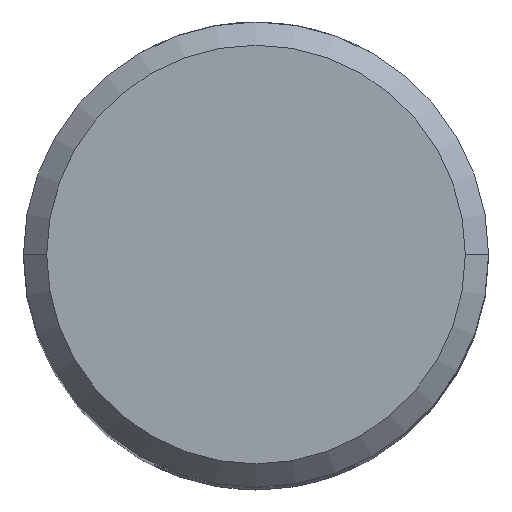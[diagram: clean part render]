
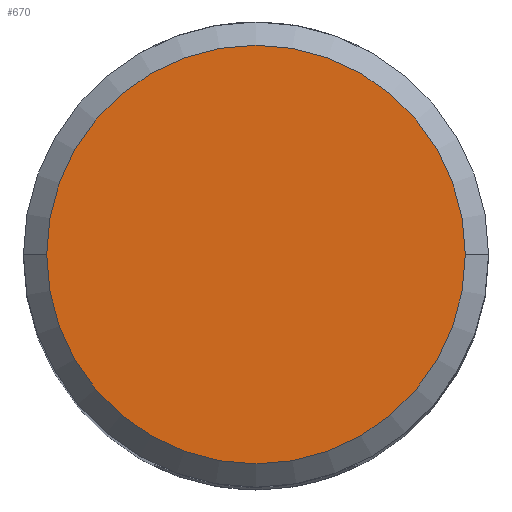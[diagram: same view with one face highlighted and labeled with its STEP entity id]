
A CAD part, top view. The second image highlights one B-rep face of the part: STEP entity #670.
In plain terms, the highlighted planar face has unit normal (0, 0, 1).
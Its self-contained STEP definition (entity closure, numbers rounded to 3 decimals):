
#157=FACE_OUTER_BOUND('',#901,.T.);
#670=ADVANCED_FACE('',(#157),#791,.T.);
#791=PLANE('',#2628);
#901=EDGE_LOOP('',(#1069,#1070));
#1069=ORIENTED_EDGE('',*,*,#2105,.T.);
#1070=ORIENTED_EDGE('',*,*,#2101,.T.);
#1817=VERTEX_POINT('',#3532);
#1818=VERTEX_POINT('',#3533);
#2101=EDGE_CURVE('',#1817,#1818,#2477,.T.);
#2105=EDGE_CURVE('',#1818,#1817,#2479,.T.);
#2477=CIRCLE('',#2624,9.);
#2479=CIRCLE('',#2627,9.);
#2624=AXIS2_PLACEMENT_3D('',#3531,#2873,#2874);
#2627=AXIS2_PLACEMENT_3D('',#3540,#2881,#2882);
#2628=AXIS2_PLACEMENT_3D('',#3541,#2883,#2884);
#2873=DIRECTION('',(0.,0.,1.));
#2874=DIRECTION('',(1.,0.,0.));
#2881=DIRECTION('',(0.,0.,1.));
#2882=DIRECTION('',(1.,0.,0.));
#2883=DIRECTION('',(0.,0.,1.));
#2884=DIRECTION('',(-1.,0.,0.));
#3531=CARTESIAN_POINT('',(0.,0.,0.));
#3532=CARTESIAN_POINT('',(9.,0.,0.));
#3533=CARTESIAN_POINT('',(-9.,0.,0.));
#3540=CARTESIAN_POINT('',(0.,0.,0.));
#3541=CARTESIAN_POINT('',(0.,3.,0.));
